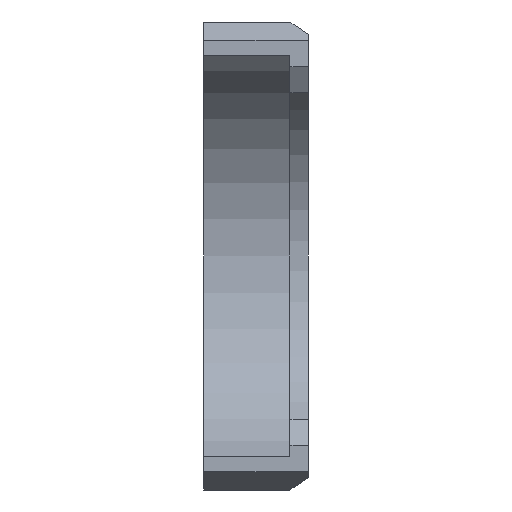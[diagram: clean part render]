
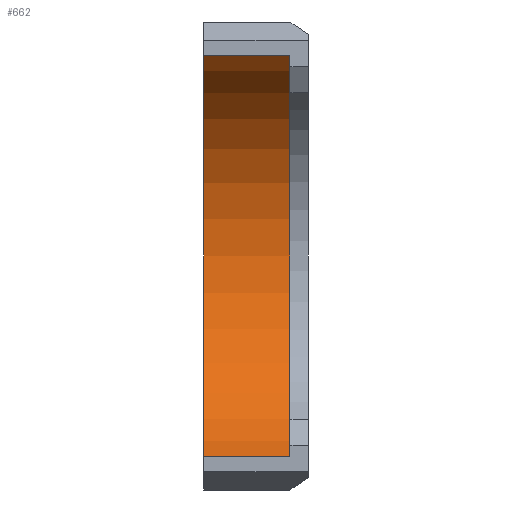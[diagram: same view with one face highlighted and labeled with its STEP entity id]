
A CAD part, left-side view. The second image highlights one B-rep face of the part: STEP entity #662.
In plain terms, the highlighted cylindrical face has radius 23.5 mm (diameter 47 mm), a partial arc.
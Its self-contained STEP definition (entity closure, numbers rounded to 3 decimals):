
#48=CIRCLE('',#702,23.5);
#61=CIRCLE('',#721,23.5);
#83=CYLINDRICAL_SURFACE('',#750,23.5);
#118=FACE_OUTER_BOUND('',#157,.T.);
#157=EDGE_LOOP('',(#585,#586,#587,#588));
#187=LINE('',#1055,#233);
#205=LINE('',#1156,#251);
#233=VECTOR('',#842,10.);
#251=VECTOR('',#910,10.);
#281=VERTEX_POINT('',#1021);
#282=VERTEX_POINT('',#1023);
#295=VERTEX_POINT('',#1054);
#301=VERTEX_POINT('',#1081);
#353=EDGE_CURVE('',#282,#281,#48,.F.);
#369=EDGE_CURVE('',#295,#282,#187,.F.);
#379=EDGE_CURVE('',#295,#301,#61,.F.);
#408=EDGE_CURVE('',#281,#301,#205,.F.);
#585=ORIENTED_EDGE('',*,*,#369,.T.);
#586=ORIENTED_EDGE('',*,*,#353,.T.);
#587=ORIENTED_EDGE('',*,*,#408,.T.);
#588=ORIENTED_EDGE('',*,*,#379,.F.);
#662=ADVANCED_FACE('',(#118),#83,.F.);
#702=AXIS2_PLACEMENT_3D('',#1024,#811,#812);
#721=AXIS2_PLACEMENT_3D('',#1082,#859,#860);
#750=AXIS2_PLACEMENT_3D('',#1173,#931,#932);
#811=DIRECTION('center_axis',(0.,-1.,0.));
#812=DIRECTION('ref_axis',(-1.,0.,0.));
#842=DIRECTION('',(0.,-1.,0.));
#859=DIRECTION('center_axis',(0.,-1.,0.));
#860=DIRECTION('ref_axis',(-1.,0.,0.));
#910=DIRECTION('',(0.,1.,0.));
#931=DIRECTION('center_axis',(0.,-1.,0.));
#932=DIRECTION('ref_axis',(1.,0.,0.));
#1021=CARTESIAN_POINT('',(87.171,-17.762,-98.816));
#1023=CARTESIAN_POINT('',(87.171,-17.762,-54.623));
#1024=CARTESIAN_POINT('Origin',(79.171,-17.762,-76.72));
#1054=CARTESIAN_POINT('',(87.171,-27.262,-54.623));
#1055=CARTESIAN_POINT('',(87.171,-17.762,-54.623));
#1081=CARTESIAN_POINT('',(87.171,-27.262,-98.816));
#1082=CARTESIAN_POINT('Origin',(79.171,-27.262,-76.72));
#1156=CARTESIAN_POINT('',(87.171,-17.762,-98.816));
#1173=CARTESIAN_POINT('Origin',(79.171,-17.762,-76.72));
